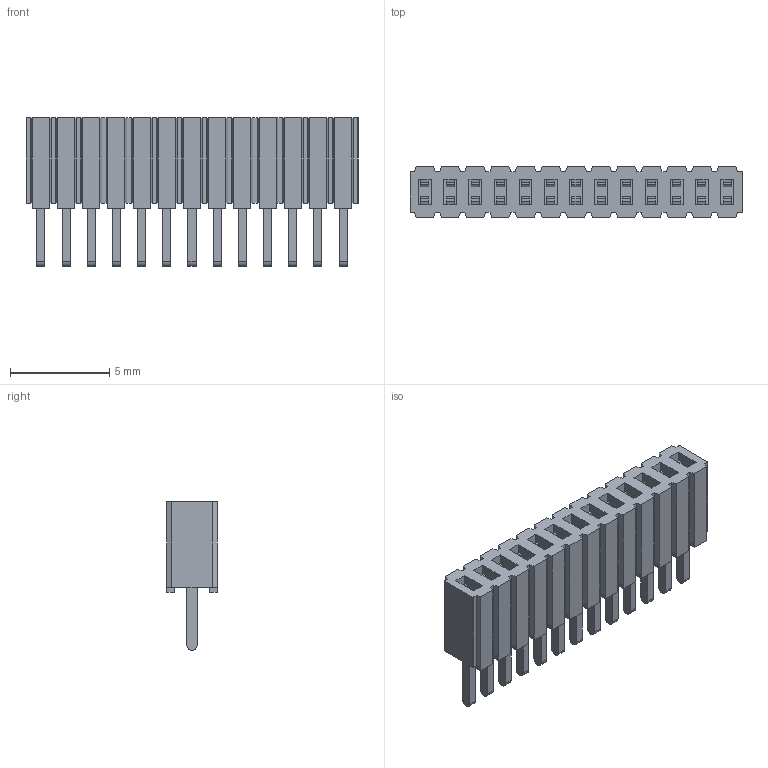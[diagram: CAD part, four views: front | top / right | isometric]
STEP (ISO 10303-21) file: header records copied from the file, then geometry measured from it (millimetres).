
FILE_DESCRIPTION(('FreeCAD Model'),'2;1');
FILE_NAME('Open CASCADE Shape Model','2025-01-06T12:20:05',(''),(''), 'Open CASCADE STEP processor 7.8','FreeCAD','Unknown');
FILE_SCHEMA(('AUTOMOTIVE_DESIGN { 1 0 10303 214 1 1 1 1 }'));
Length unit declared in the file: millimetre
Products named in the file (2): SLM-113-01-S_socket; C-29-01-13-S
Bounding box: 16.74 x 2.54 x 7.49 mm (x, y, z)
Volume: 159.6 mm3; surface area: 732 mm2
Topology: 2 solids, 2 shells, 484 faces, 1310 edges, 856 vertices
Faces by surface type: plane 471, cylinder 13
Entity records: 14884 total; most frequent: CARTESIAN_POINT 2651, ORIENTED_EDGE 2620, DIRECTION 2306, EDGE_CURVE 1310, LINE 1284, VECTOR 1284, VERTEX_POINT 856, AXIS2_PLACEMENT_3D 511
